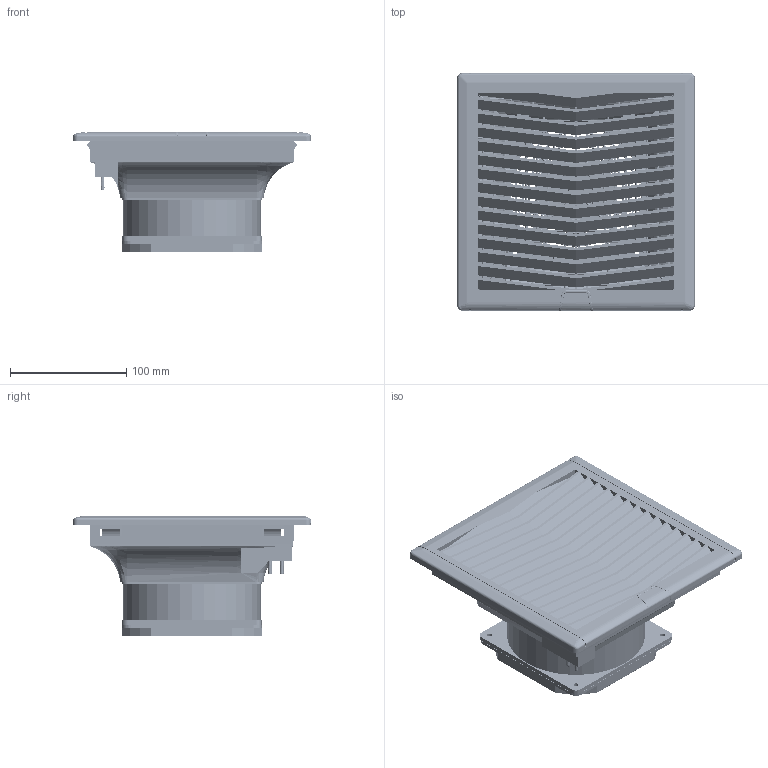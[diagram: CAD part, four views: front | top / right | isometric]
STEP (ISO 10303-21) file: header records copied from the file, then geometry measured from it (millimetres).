
FILE_DESCRIPTION(/* description */ (''),/* implementation_level */ '2;1');
FILE_NAME(/* name */ '204.stp',/* time_stamp */ '2022-11-22T16:19:37+08:00',/* author */ (''),/* organization */ (''),/* preprocessor_version */ 'ST-DEVELOPER v16.7',/* originating_system */ 'SIEMENS PLM Software NX 12.0',/* authorisation */ '');
FILE_SCHEMA (('AUTOMOTIVE_DESIGN { 1 0 10303 214 3 1 1 1 }'));
Length unit declared in the file: millimetre
Products named in the file (1): Admi8B7084A9qm9u
Bounding box: 203.97 x 204.27 x 103.6 mm (x, y, z)
Volume: 361851.9 mm3; surface area: 363065.4 mm2
Topology: 8 solids, 9 shells, 5932 faces, 15436 edges, 9426 vertices
Faces by surface type: cylinder 2767, torus 1594, plane 1495, bspline 68, cone 6, sphere 2
Full cylindrical faces by diameter (mm): 3.2 x2, 3.3 x18, 4.4 x8, 4.5 x4, 5 x32, 8 x4, 11 x8, 14 x1, 68.4 x1, 114.6 x1, 118.6 x1
Entity records: 198051 total; most frequent: CARTESIAN_POINT 51023, DIRECTION 31852, ORIENTED_EDGE 30586, EDGE_CURVE 15293, AXIS2_PLACEMENT_3D 12341, VERTEX_POINT 9375, LINE 7170, VECTOR 7170
